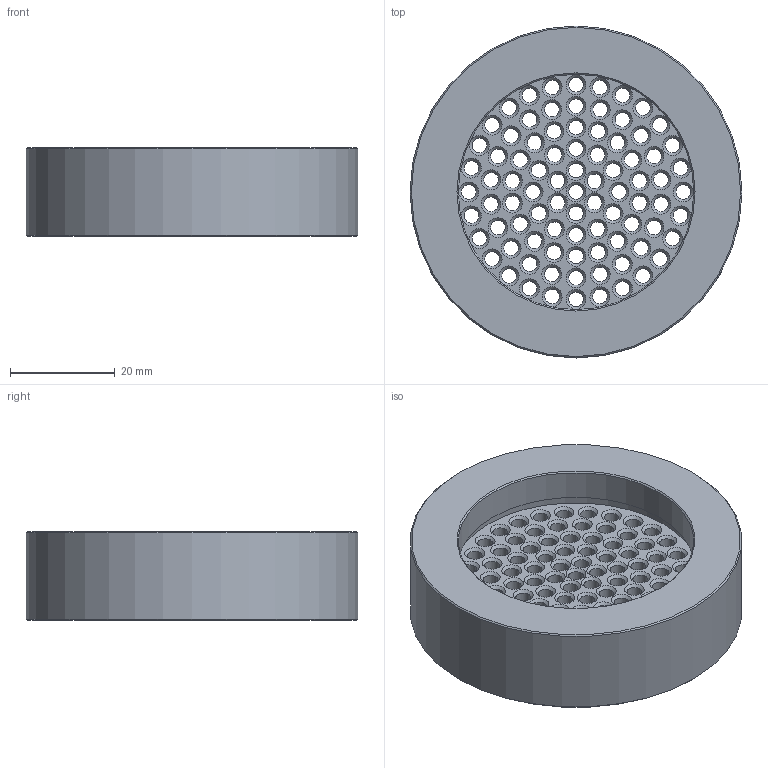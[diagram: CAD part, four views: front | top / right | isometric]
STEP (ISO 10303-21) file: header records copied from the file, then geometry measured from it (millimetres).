
FILE_DESCRIPTION(/* description */ ('Alibre Inc.'),/* implementation_level */ '2;1');
FILE_NAME(/* name */ 'export-952C32BB-9785-4249-AC45-2D78E9975B42',/* time_stamp */ '2021-05-27T15:24:05+02:00',/* author */ (''),/* organization */ (''),/* preprocessor_version */ 'ST-DEVELOPER v17',/* originating_system */ 'Alibre',/* authorisation */ '');
FILE_SCHEMA (('CONFIG_CONTROL_DESIGN'));
Length unit declared in the file: centimetre
Products named in the file (1): ID_1
Bounding box: 63.4 x 63.4 x 17 mm (x, y, z)
Volume: 35603.5 mm3; surface area: 16477.9 mm2
Topology: 1 solids, 1 shells, 271 faces, 625 edges, 358 vertices
Faces by surface type: cone 177, cylinder 90, plane 4
Full cylindrical faces by diameter (mm): 2.8 x87, 45 x1, 47 x1, 63.4 x1
Entity records: 6713 total; most frequent: DIRECTION 1252, CARTESIAN_POINT 985, ORIENTED_EDGE 714, EDGE_LOOP 714, FACE_BOUND 714, AXIS2_PLACEMENT_3D 628, VERTEX_POINT 357, CIRCLE 357
